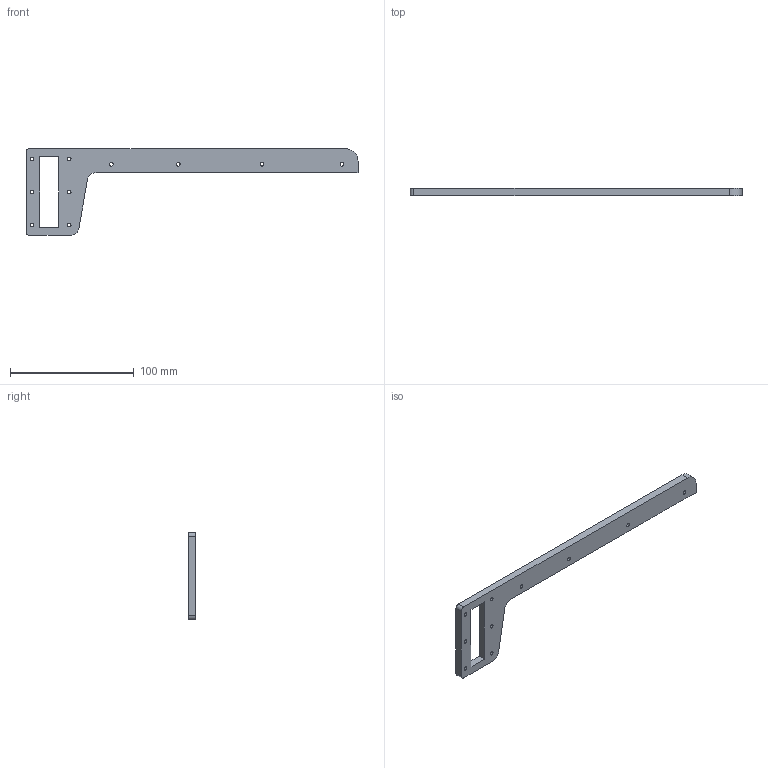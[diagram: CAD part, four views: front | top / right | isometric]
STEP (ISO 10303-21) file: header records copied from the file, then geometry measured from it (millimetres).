
FILE_DESCRIPTION (( 'STEP AP214' ), '1' );
FILE_NAME ('1105-A2P-A.STEP', '2013-05-15T14:49:43', ( '3DAssist' ), ( '' ), 'SwSTEP 2.0', 'SolidWorks 2013', '' );
FILE_SCHEMA (( 'AUTOMOTIVE_DESIGN' ));
Length unit declared in the file: millimetre
Products named in the file (1): 1105-A2P-A
Bounding box: 267.8 x 6 x 70 mm (x, y, z)
Volume: 39238.1 mm3; surface area: 18448.6 mm2
Topology: 1 solids, 1 shells, 27 faces, 75 edges, 50 vertices
Faces by surface type: cylinder 15, plane 12
Full cylindrical faces by diameter (mm): 3 x10
Entity records: 907 total; most frequent: DIRECTION 151, CARTESIAN_POINT 143, ORIENTED_EDGE 130, EDGE_CURVE 65, EDGE_LOOP 59, AXIS2_PLACEMENT_3D 58, VERTEX_POINT 50, FACE_OUTER_BOUND 37
